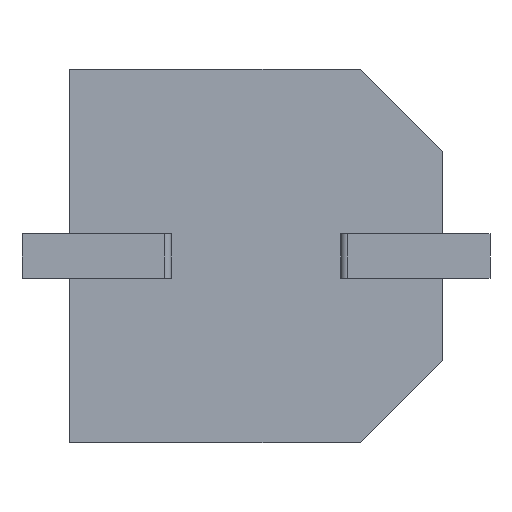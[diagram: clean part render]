
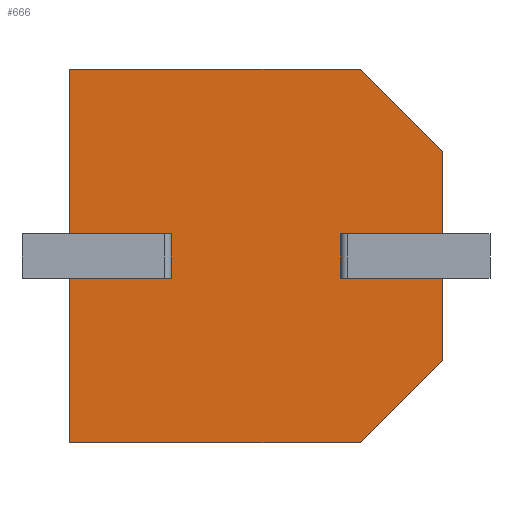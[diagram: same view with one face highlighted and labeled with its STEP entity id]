
A CAD part, front view. The second image highlights one B-rep face of the part: STEP entity #666.
In plain terms, the highlighted planar face has unit normal (0, -1, 0).
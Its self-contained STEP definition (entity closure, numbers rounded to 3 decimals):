
#5 = CARTESIAN_POINT ( 'NONE',  ( 0., 0., -11. ) ) ;
#14 = DIRECTION ( 'NONE',  ( 0., 0., -1. ) ) ;
#19 = EDGE_CURVE ( 'NONE', #1587, #986, #99, .T. ) ;
#67 = CARTESIAN_POINT ( 'NONE',  ( 3., 0., -6.15 ) ) ;
#70 = CARTESIAN_POINT ( 'NONE',  ( 8., 0., -4.85 ) ) ;
#99 = LINE ( 'NONE', #101, #1910 ) ;
#101 = CARTESIAN_POINT ( 'NONE',  ( 3., 0., -4.85 ) ) ;
#102 = ORIENTED_EDGE ( 'NONE', *, *, #19, .F. ) ;
#121 = VERTEX_POINT ( 'NONE', #1077 ) ;
#134 = VECTOR ( 'NONE', #1789, 1000. ) ;
#144 = CARTESIAN_POINT ( 'NONE',  ( 11., 0., -8.574 ) ) ;
#146 = VECTOR ( 'NONE', #2039, 1000. ) ;
#194 = DIRECTION ( 'NONE',  ( -0.707, 0., 0.707 ) ) ;
#220 = CARTESIAN_POINT ( 'NONE',  ( 11., 0., -8.574 ) ) ;
#226 = ORIENTED_EDGE ( 'NONE', *, *, #279, .T. ) ;
#229 = VERTEX_POINT ( 'NONE', #1772 ) ;
#231 = LINE ( 'NONE', #247, #1873 ) ;
#241 = DIRECTION ( 'NONE',  ( -1., 0., 0. ) ) ;
#247 = CARTESIAN_POINT ( 'NONE',  ( 0., 0., 0. ) ) ;
#255 = VERTEX_POINT ( 'NONE', #577 ) ;
#262 = CARTESIAN_POINT ( 'NONE',  ( 3., 0., -6.15 ) ) ;
#279 = EDGE_CURVE ( 'NONE', #755, #2243, #1914, .T. ) ;
#295 = VECTOR ( 'NONE', #1281, 1000. ) ;
#312 = LINE ( 'NONE', #67, #1562 ) ;
#314 = ORIENTED_EDGE ( 'NONE', *, *, #1321, .T. ) ;
#365 = CARTESIAN_POINT ( 'NONE',  ( 0., 0., -6.15 ) ) ;
#369 = LINE ( 'NONE', #1247, #1833 ) ;
#390 = PLANE ( 'NONE',  #1343 ) ;
#478 = VERTEX_POINT ( 'NONE', #1706 ) ;
#500 = DIRECTION ( 'NONE',  ( -1., 0., 0. ) ) ;
#511 = CARTESIAN_POINT ( 'NONE',  ( 0., 0., 0. ) ) ;
#519 = EDGE_CURVE ( 'NONE', #229, #478, #2109, .T. ) ;
#537 = CARTESIAN_POINT ( 'NONE',  ( 11., 0., 0. ) ) ;
#549 = VECTOR ( 'NONE', #194, 1000. ) ;
#577 = CARTESIAN_POINT ( 'NONE',  ( 11., 0., -2.426 ) ) ;
#622 = EDGE_LOOP ( 'NONE', ( #1784, #1871, #1564, #1168, #1180, #1529, #1391, #102, #1738, #1403, #314, #1508, #226, #1716 ) ) ;
#660 = VERTEX_POINT ( 'NONE', #1627 ) ;
#666 = ADVANCED_FACE ( 'NONE', ( #2244 ), #390, .F. ) ;
#674 = CARTESIAN_POINT ( 'NONE',  ( 8., 0., -4.85 ) ) ;
#755 = VERTEX_POINT ( 'NONE', #1154 ) ;
#759 = LINE ( 'NONE', #1267, #549 ) ;
#766 = CARTESIAN_POINT ( 'NONE',  ( 3., 0., -4.85 ) ) ;
#771 = LINE ( 'NONE', #70, #134 ) ;
#777 = CARTESIAN_POINT ( 'NONE',  ( 0., 0., 0. ) ) ;
#790 = EDGE_CURVE ( 'NONE', #1646, #1587, #1566, .T. ) ;
#848 = EDGE_CURVE ( 'NONE', #229, #1255, #1142, .T. ) ;
#863 = VECTOR ( 'NONE', #14, 1000. ) ;
#876 = EDGE_CURVE ( 'NONE', #478, #2243, #1110, .T. ) ;
#886 = DIRECTION ( 'NONE',  ( 1., 0., 0. ) ) ;
#895 = VECTOR ( 'NONE', #1714, 1000. ) ;
#903 = DIRECTION ( 'NONE',  ( 0., 0., -1. ) ) ;
#955 = DIRECTION ( 'NONE',  ( 0., 1., 0. ) ) ;
#986 = VERTEX_POINT ( 'NONE', #1050 ) ;
#996 = LINE ( 'NONE', #1580, #1290 ) ;
#1028 = CARTESIAN_POINT ( 'NONE',  ( 11., 0., 0. ) ) ;
#1044 = EDGE_CURVE ( 'NONE', #255, #2215, #759, .T. ) ;
#1050 = CARTESIAN_POINT ( 'NONE',  ( 0., 0., -4.85 ) ) ;
#1077 = CARTESIAN_POINT ( 'NONE',  ( 11., 0., -4.85 ) ) ;
#1110 = LINE ( 'NONE', #1028, #1382 ) ;
#1126 = CARTESIAN_POINT ( 'NONE',  ( 3., 0., -6.15 ) ) ;
#1142 = LINE ( 'NONE', #1876, #146 ) ;
#1154 = CARTESIAN_POINT ( 'NONE',  ( 8.574, 0., -11. ) ) ;
#1168 = ORIENTED_EDGE ( 'NONE', *, *, #1944, .F. ) ;
#1180 = ORIENTED_EDGE ( 'NONE', *, *, #1044, .T. ) ;
#1247 = CARTESIAN_POINT ( 'NONE',  ( 0., 0., -11. ) ) ;
#1255 = VERTEX_POINT ( 'NONE', #674 ) ;
#1267 = CARTESIAN_POINT ( 'NONE',  ( 8.574, 0., 0. ) ) ;
#1281 = DIRECTION ( 'NONE',  ( 0.707, 0., 0.707 ) ) ;
#1290 = VECTOR ( 'NONE', #903, 1000. ) ;
#1321 = EDGE_CURVE ( 'NONE', #1341, #1908, #996, .T. ) ;
#1322 = LINE ( 'NONE', #537, #863 ) ;
#1336 = DIRECTION ( 'NONE',  ( 0., 0., 1. ) ) ;
#1341 = VERTEX_POINT ( 'NONE', #365 ) ;
#1343 = AXIS2_PLACEMENT_3D ( 'NONE', #777, #955, #2161 ) ;
#1382 = VECTOR ( 'NONE', #2246, 1000. ) ;
#1391 = ORIENTED_EDGE ( 'NONE', *, *, #2258, .T. ) ;
#1403 = ORIENTED_EDGE ( 'NONE', *, *, #2123, .T. ) ;
#1432 = LINE ( 'NONE', #511, #895 ) ;
#1508 = ORIENTED_EDGE ( 'NONE', *, *, #1909, .T. ) ;
#1529 = ORIENTED_EDGE ( 'NONE', *, *, #2167, .F. ) ;
#1562 = VECTOR ( 'NONE', #241, 1000. ) ;
#1564 = ORIENTED_EDGE ( 'NONE', *, *, #1578, .T. ) ;
#1566 = LINE ( 'NONE', #262, #1815 ) ;
#1578 = EDGE_CURVE ( 'NONE', #1255, #121, #771, .T. ) ;
#1580 = CARTESIAN_POINT ( 'NONE',  ( 0., 0., 0. ) ) ;
#1587 = VERTEX_POINT ( 'NONE', #766 ) ;
#1627 = CARTESIAN_POINT ( 'NONE',  ( 0., 0., 0. ) ) ;
#1646 = VERTEX_POINT ( 'NONE', #1126 ) ;
#1706 = CARTESIAN_POINT ( 'NONE',  ( 11., 0., -6.15 ) ) ;
#1714 = DIRECTION ( 'NONE',  ( 0., 0., -1. ) ) ;
#1716 = ORIENTED_EDGE ( 'NONE', *, *, #876, .F. ) ;
#1738 = ORIENTED_EDGE ( 'NONE', *, *, #790, .F. ) ;
#1772 = CARTESIAN_POINT ( 'NONE',  ( 8., 0., -6.15 ) ) ;
#1784 = ORIENTED_EDGE ( 'NONE', *, *, #519, .F. ) ;
#1789 = DIRECTION ( 'NONE',  ( 1., 0., 0. ) ) ;
#1815 = VECTOR ( 'NONE', #1336, 1000. ) ;
#1833 = VECTOR ( 'NONE', #1929, 1000. ) ;
#1871 = ORIENTED_EDGE ( 'NONE', *, *, #848, .T. ) ;
#1873 = VECTOR ( 'NONE', #1880, 1000. ) ;
#1876 = CARTESIAN_POINT ( 'NONE',  ( 8., 0., -6.15 ) ) ;
#1880 = DIRECTION ( 'NONE',  ( 1., 0., 0. ) ) ;
#1883 = VECTOR ( 'NONE', #886, 1000. ) ;
#1908 = VERTEX_POINT ( 'NONE', #5 ) ;
#1909 = EDGE_CURVE ( 'NONE', #1908, #755, #369, .T. ) ;
#1910 = VECTOR ( 'NONE', #500, 1000. ) ;
#1914 = LINE ( 'NONE', #220, #295 ) ;
#1929 = DIRECTION ( 'NONE',  ( 1., 0., 0. ) ) ;
#1944 = EDGE_CURVE ( 'NONE', #255, #121, #1322, .T. ) ;
#1957 = CARTESIAN_POINT ( 'NONE',  ( 8., 0., -6.15 ) ) ;
#2039 = DIRECTION ( 'NONE',  ( 0., 0., 1. ) ) ;
#2085 = CARTESIAN_POINT ( 'NONE',  ( 8.574, 0., 0. ) ) ;
#2109 = LINE ( 'NONE', #1957, #1883 ) ;
#2123 = EDGE_CURVE ( 'NONE', #1646, #1341, #312, .T. ) ;
#2161 = DIRECTION ( 'NONE',  ( 0., 0., 1. ) ) ;
#2167 = EDGE_CURVE ( 'NONE', #660, #2215, #231, .T. ) ;
#2215 = VERTEX_POINT ( 'NONE', #2085 ) ;
#2243 = VERTEX_POINT ( 'NONE', #144 ) ;
#2244 = FACE_OUTER_BOUND ( 'NONE', #622, .T. ) ;
#2246 = DIRECTION ( 'NONE',  ( 0., 0., -1. ) ) ;
#2258 = EDGE_CURVE ( 'NONE', #660, #986, #1432, .T. ) ;
